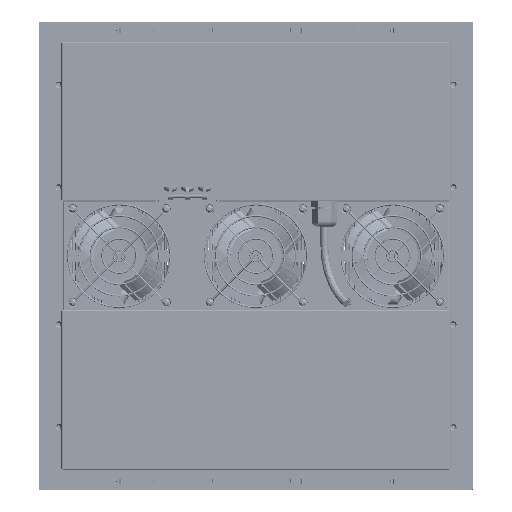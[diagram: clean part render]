
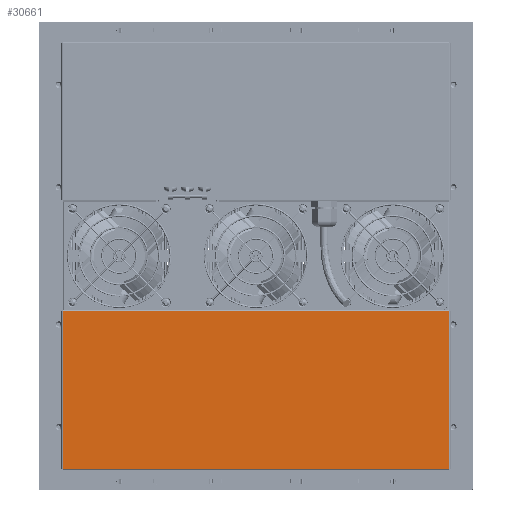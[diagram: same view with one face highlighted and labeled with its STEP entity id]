
A CAD part, top view. The second image highlights one B-rep face of the part: STEP entity #30661.
In plain terms, the highlighted planar face has unit normal (0, 0, 1).
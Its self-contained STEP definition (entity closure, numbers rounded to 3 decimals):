
#4379 = VERTEX_POINT ( 'NONE', #148931 ) ;
#4644 = VERTEX_POINT ( 'NONE', #88895 ) ;
#4853 = DIRECTION ( 'NONE',  ( 0., 0., 1. ) ) ;
#6535 = CARTESIAN_POINT ( 'NONE',  ( 7.912, -35.503, 5.206 ) ) ;
#8722 = CARTESIAN_POINT ( 'NONE',  ( 7.912, -28.612, 5.206 ) ) ;
#10178 = LINE ( 'NONE', #158405, #161945 ) ;
#20182 = ORIENTED_EDGE ( 'NONE', *, *, #39172, .T. ) ;
#22420 = LINE ( 'NONE', #8722, #131754 ) ;
#27742 = CARTESIAN_POINT ( 'NONE',  ( 7.912, -35.503, 5.206 ) ) ;
#30015 = CARTESIAN_POINT ( 'NONE',  ( -9.029, -28.55, 5.206 ) ) ;
#30661 = ADVANCED_FACE ( 'NONE', ( #145090 ), #75977, .T. ) ;
#31618 = EDGE_CURVE ( 'NONE', #131046, #170601, #122541, .T. ) ;
#31977 = DIRECTION ( 'NONE',  ( -1., 0., 0. ) ) ;
#32488 = CARTESIAN_POINT ( 'NONE',  ( 7.922, -35.503, 5.206 ) ) ;
#36209 = EDGE_CURVE ( 'NONE', #131046, #4379, #10178, .T. ) ;
#39172 = EDGE_CURVE ( 'NONE', #4644, #4379, #22420, .T. ) ;
#42481 = VECTOR ( 'NONE', #44878, 39.37 ) ;
#44369 = DIRECTION ( 'NONE',  ( 0., -1., 0. ) ) ;
#44878 = DIRECTION ( 'NONE',  ( 0., 1., 0. ) ) ;
#46318 = CARTESIAN_POINT ( 'NONE',  ( 7.912, -28.612, 5.206 ) ) ;
#46591 = VECTOR ( 'NONE', #51624, 39.37 ) ;
#46666 = VECTOR ( 'NONE', #31977, 39.37 ) ;
#51624 = DIRECTION ( 'NONE',  ( 1., 0., 0. ) ) ;
#60865 = ORIENTED_EDGE ( 'NONE', *, *, #31618, .T. ) ;
#64065 = VERTEX_POINT ( 'NONE', #69234 ) ;
#66178 = ORIENTED_EDGE ( 'NONE', *, *, #36209, .F. ) ;
#68138 = VERTEX_POINT ( 'NONE', #6535 ) ;
#69234 = CARTESIAN_POINT ( 'NONE',  ( -9.029, -35.503, 5.206 ) ) ;
#73597 = DIRECTION ( 'NONE',  ( 1., 0., 0. ) ) ;
#75977 = PLANE ( 'NONE',  #105541 ) ;
#78934 = LINE ( 'NONE', #30015, #141387 ) ;
#80977 = EDGE_CURVE ( 'NONE', #64065, #181736, #155956, .T. ) ;
#81882 = VECTOR ( 'NONE', #113188, 39.37 ) ;
#87291 = CARTESIAN_POINT ( 'NONE',  ( 7.922, -28.55, 5.206 ) ) ;
#88895 = CARTESIAN_POINT ( 'NONE',  ( 7.922, -28.612, 5.206 ) ) ;
#90280 = CARTESIAN_POINT ( 'NONE',  ( 7.912, -28.55, 5.206 ) ) ;
#90829 = LINE ( 'NONE', #27742, #81882 ) ;
#94169 = DIRECTION ( 'NONE',  ( -1., 0., 0. ) ) ;
#95475 = EDGE_CURVE ( 'NONE', #68138, #121666, #156613, .T. ) ;
#99347 = CARTESIAN_POINT ( 'NONE',  ( -9.02, -28.612, 5.206 ) ) ;
#99440 = EDGE_LOOP ( 'NONE', ( #66178, #60865, #125129, #124373, #149249, #126158, #101862, #20182 ) ) ;
#100429 = EDGE_CURVE ( 'NONE', #121666, #4644, #118367, .T. ) ;
#101862 = ORIENTED_EDGE ( 'NONE', *, *, #100429, .T. ) ;
#104637 = DIRECTION ( 'NONE',  ( 1., 0., 0. ) ) ;
#104962 = EDGE_CURVE ( 'NONE', #181736, #68138, #90829, .T. ) ;
#105541 = AXIS2_PLACEMENT_3D ( 'NONE', #90280, #4853, #104637 ) ;
#109284 = CARTESIAN_POINT ( 'NONE',  ( -9.02, -35.503, 5.206 ) ) ;
#113188 = DIRECTION ( 'NONE',  ( 1., 0., 0. ) ) ;
#118367 = LINE ( 'NONE', #87291, #42481 ) ;
#118690 = VECTOR ( 'NONE', #162768, 39.37 ) ;
#121666 = VERTEX_POINT ( 'NONE', #32488 ) ;
#122541 = LINE ( 'NONE', #46318, #46666 ) ;
#124373 = ORIENTED_EDGE ( 'NONE', *, *, #80977, .T. ) ;
#125129 = ORIENTED_EDGE ( 'NONE', *, *, #162815, .T. ) ;
#126158 = ORIENTED_EDGE ( 'NONE', *, *, #95475, .T. ) ;
#131046 = VERTEX_POINT ( 'NONE', #99347 ) ;
#131754 = VECTOR ( 'NONE', #94169, 39.37 ) ;
#137045 = CARTESIAN_POINT ( 'NONE',  ( 7.912, -35.503, 5.206 ) ) ;
#138170 = CARTESIAN_POINT ( 'NONE',  ( -9.029, -28.612, 5.206 ) ) ;
#141387 = VECTOR ( 'NONE', #44369, 39.37 ) ;
#145090 = FACE_OUTER_BOUND ( 'NONE', #99440, .T. ) ;
#148931 = CARTESIAN_POINT ( 'NONE',  ( 7.912, -28.612, 5.206 ) ) ;
#149249 = ORIENTED_EDGE ( 'NONE', *, *, #104962, .T. ) ;
#149672 = CARTESIAN_POINT ( 'NONE',  ( 7.912, -35.503, 5.206 ) ) ;
#155956 = LINE ( 'NONE', #137045, #46591 ) ;
#156613 = LINE ( 'NONE', #149672, #118690 ) ;
#158405 = CARTESIAN_POINT ( 'NONE',  ( 7.912, -28.612, 5.206 ) ) ;
#161945 = VECTOR ( 'NONE', #73597, 39.37 ) ;
#162768 = DIRECTION ( 'NONE',  ( 1., 0., 0. ) ) ;
#162815 = EDGE_CURVE ( 'NONE', #170601, #64065, #78934, .T. ) ;
#170601 = VERTEX_POINT ( 'NONE', #138170 ) ;
#181736 = VERTEX_POINT ( 'NONE', #109284 ) ;
